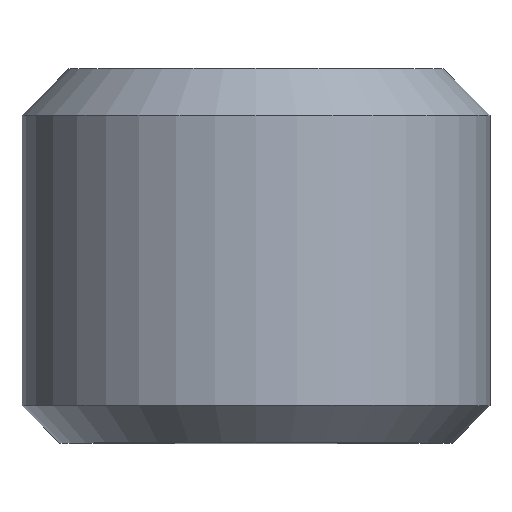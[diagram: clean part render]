
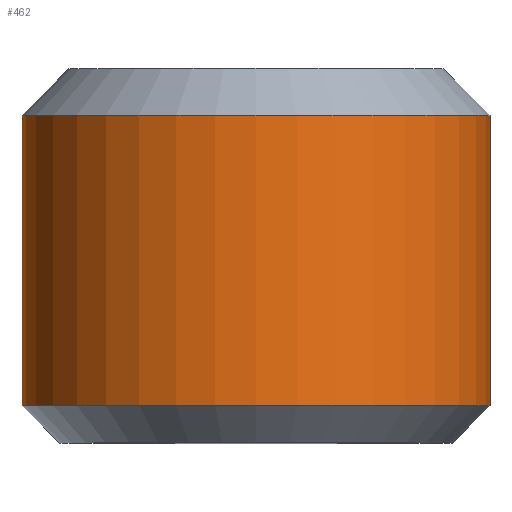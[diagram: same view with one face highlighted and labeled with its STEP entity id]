
A CAD part, top view. The second image highlights one B-rep face of the part: STEP entity #462.
In plain terms, the highlighted cylindrical face has radius 2.5 mm (diameter 5 mm), a full revolution.
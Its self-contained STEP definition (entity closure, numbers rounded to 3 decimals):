
#12 = CIRCLE ( 'NONE', #228, 2.5 ) ;
#58 = CIRCLE ( 'NONE', #492, 2.5 ) ;
#76 = CARTESIAN_POINT ( 'NONE',  ( 0., 3.5, 2.5 ) ) ;
#129 = ORIENTED_EDGE ( 'NONE', *, *, #283, .T. ) ;
#144 = DIRECTION ( 'NONE',  ( 0., 0., 1. ) ) ;
#179 = FACE_OUTER_BOUND ( 'NONE', #199, .T. ) ;
#199 = EDGE_LOOP ( 'NONE', ( #514 ) ) ;
#228 = AXIS2_PLACEMENT_3D ( 'NONE', #344, #251, #258 ) ;
#250 = CARTESIAN_POINT ( 'NONE',  ( 0., 0.4, 2.5 ) ) ;
#251 = DIRECTION ( 'NONE',  ( 0., 1., 0. ) ) ;
#257 = FACE_OUTER_BOUND ( 'NONE', #288, .T. ) ;
#258 = DIRECTION ( 'NONE',  ( 0., 0., 1. ) ) ;
#272 = AXIS2_PLACEMENT_3D ( 'NONE', #293, #343, #495 ) ;
#283 = EDGE_CURVE ( 'NONE', #356, #356, #12, .T. ) ;
#288 = EDGE_LOOP ( 'NONE', ( #129 ) ) ;
#293 = CARTESIAN_POINT ( 'NONE',  ( 0., 4., 0. ) ) ;
#298 = CARTESIAN_POINT ( 'NONE',  ( 0., 3.5, 0. ) ) ;
#302 = CYLINDRICAL_SURFACE ( 'NONE', #272, 2.5 ) ;
#337 = EDGE_CURVE ( 'NONE', #452, #452, #58, .T. ) ;
#343 = DIRECTION ( 'NONE',  ( 0., -1., 0. ) ) ;
#344 = CARTESIAN_POINT ( 'NONE',  ( 0., 0.4, 0. ) ) ;
#351 = DIRECTION ( 'NONE',  ( 0., -1., 0. ) ) ;
#356 = VERTEX_POINT ( 'NONE', #250 ) ;
#452 = VERTEX_POINT ( 'NONE', #76 ) ;
#462 = ADVANCED_FACE ( 'NONE', ( #257, #179 ), #302, .T. ) ;
#492 = AXIS2_PLACEMENT_3D ( 'NONE', #298, #351, #144 ) ;
#495 = DIRECTION ( 'NONE',  ( 0., 0., -1. ) ) ;
#514 = ORIENTED_EDGE ( 'NONE', *, *, #337, .T. ) ;
